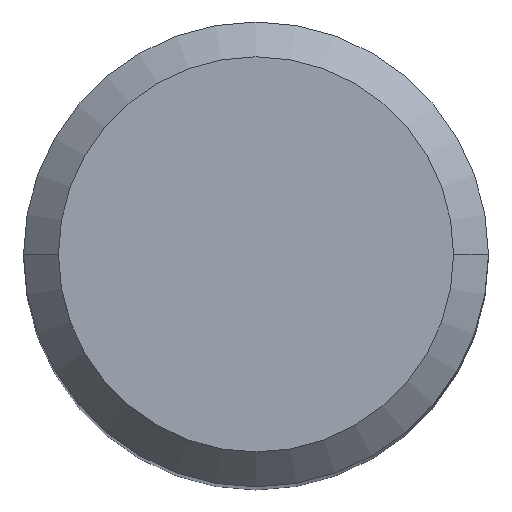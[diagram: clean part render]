
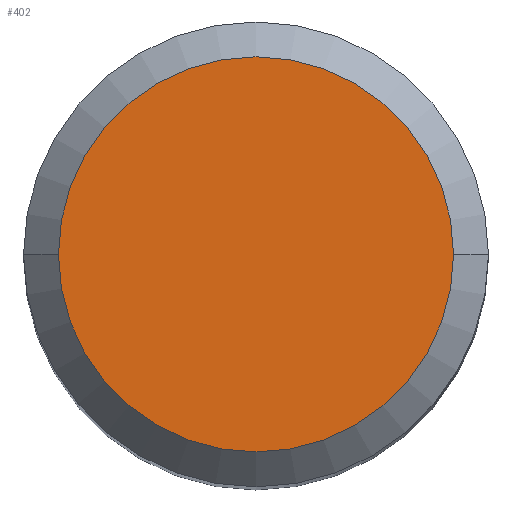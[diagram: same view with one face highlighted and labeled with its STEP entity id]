
A CAD part, top view. The second image highlights one B-rep face of the part: STEP entity #402.
In plain terms, the highlighted planar face has unit normal (0, 0, 1).
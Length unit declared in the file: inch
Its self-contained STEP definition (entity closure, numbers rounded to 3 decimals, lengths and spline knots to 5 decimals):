
#21 = CIRCLE ( 'NONE', #94, 0.16732 ) ;
#26 = CARTESIAN_POINT ( 'NONE',  ( 0.16732, 0., 0. ) ) ;
#86 = EDGE_CURVE ( 'NONE', #323, #393, #21, .T. ) ;
#94 = AXIS2_PLACEMENT_3D ( 'NONE', #449, #177, #219 ) ;
#132 = ORIENTED_EDGE ( 'NONE', *, *, #173, .T. ) ;
#141 = CIRCLE ( 'NONE', #343, 0.16732 ) ;
#142 = DIRECTION ( 'NONE',  ( 0., 0., 1. ) ) ;
#144 = PLANE ( 'NONE',  #483 ) ;
#166 = ORIENTED_EDGE ( 'NONE', *, *, #86, .T. ) ;
#173 = EDGE_CURVE ( 'NONE', #393, #323, #141, .T. ) ;
#177 = DIRECTION ( 'NONE',  ( 0., 0., 1. ) ) ;
#219 = DIRECTION ( 'NONE',  ( 1., 0., 0. ) ) ;
#220 = DIRECTION ( 'NONE',  ( 0., 0., -1. ) ) ;
#267 = EDGE_LOOP ( 'NONE', ( #166, #132 ) ) ;
#323 = VERTEX_POINT ( 'NONE', #378 ) ;
#343 = AXIS2_PLACEMENT_3D ( 'NONE', #482, #142, #453 ) ;
#369 = DIRECTION ( 'NONE',  ( -1., 0., 0. ) ) ;
#378 = CARTESIAN_POINT ( 'NONE',  ( -0.16732, 0., 0. ) ) ;
#393 = VERTEX_POINT ( 'NONE', #26 ) ;
#399 = CARTESIAN_POINT ( 'NONE',  ( 0., 0., 0. ) ) ;
#402 = ADVANCED_FACE ( 'NONE', ( #486 ), #144, .F. ) ;
#449 = CARTESIAN_POINT ( 'NONE',  ( 0., 0., 0. ) ) ;
#453 = DIRECTION ( 'NONE',  ( 1., 0., 0. ) ) ;
#482 = CARTESIAN_POINT ( 'NONE',  ( 0., 0., 0. ) ) ;
#483 = AXIS2_PLACEMENT_3D ( 'NONE', #399, #220, #369 ) ;
#486 = FACE_OUTER_BOUND ( 'NONE', #267, .T. ) ;
